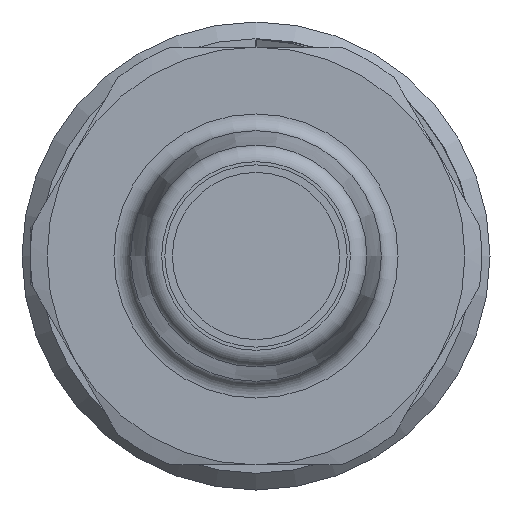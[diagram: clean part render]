
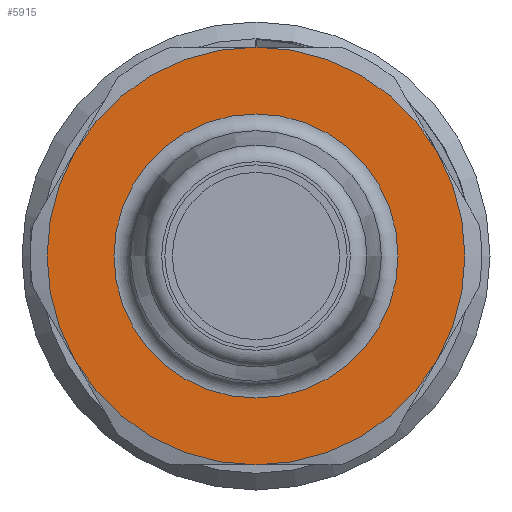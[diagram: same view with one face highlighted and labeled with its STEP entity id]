
A CAD part, left-side view. The second image highlights one B-rep face of the part: STEP entity #5915.
In plain terms, the highlighted planar face has unit normal (-1, 0, 0).
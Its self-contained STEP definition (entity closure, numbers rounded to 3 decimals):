
#279=FACE_BOUND('',#1060,.T.);
#362=PLANE('',#6637);
#684=FACE_OUTER_BOUND('',#1059,.T.);
#1059=EDGE_LOOP('',(#5093,#5094,#5095,#5096,#5097,#5098));
#1060=EDGE_LOOP('',(#5099,#5100));
#1458=CIRCLE('',#6586,8.5);
#1459=CIRCLE('',#6587,8.5);
#1460=CIRCLE('',#6589,12.5);
#1479=CIRCLE('',#6621,12.5);
#1480=CIRCLE('',#6623,12.5);
#1481=CIRCLE('',#6625,12.5);
#1482=CIRCLE('',#6627,12.5);
#1483=CIRCLE('',#6629,12.5);
#2696=VERTEX_POINT('',#19846);
#2697=VERTEX_POINT('',#19848);
#2698=VERTEX_POINT('',#19852);
#2699=VERTEX_POINT('',#19853);
#2730=VERTEX_POINT('',#19970);
#2731=VERTEX_POINT('',#19974);
#2732=VERTEX_POINT('',#19983);
#2733=VERTEX_POINT('',#20000);
#3499=EDGE_CURVE('',#2696,#2697,#1458,.T.);
#3500=EDGE_CURVE('',#2697,#2696,#1459,.T.);
#3501=EDGE_CURVE('',#2698,#2699,#1460,.T.);
#3548=EDGE_CURVE('',#2730,#2731,#1479,.T.);
#3550=EDGE_CURVE('',#2732,#2730,#1480,.T.);
#3553=EDGE_CURVE('',#2699,#2732,#1481,.T.);
#3556=EDGE_CURVE('',#2733,#2698,#1482,.T.);
#3559=EDGE_CURVE('',#2731,#2733,#1483,.T.);
#5093=ORIENTED_EDGE('',*,*,#3559,.T.);
#5094=ORIENTED_EDGE('',*,*,#3556,.T.);
#5095=ORIENTED_EDGE('',*,*,#3501,.T.);
#5096=ORIENTED_EDGE('',*,*,#3553,.T.);
#5097=ORIENTED_EDGE('',*,*,#3550,.T.);
#5098=ORIENTED_EDGE('',*,*,#3548,.T.);
#5099=ORIENTED_EDGE('',*,*,#3500,.F.);
#5100=ORIENTED_EDGE('',*,*,#3499,.F.);
#5915=ADVANCED_FACE('',(#684,#279),#362,.F.);
#6586=AXIS2_PLACEMENT_3D('',#19849,#8060,#8061);
#6587=AXIS2_PLACEMENT_3D('',#19850,#8062,#8063);
#6589=AXIS2_PLACEMENT_3D('',#19854,#8066,#8067);
#6621=AXIS2_PLACEMENT_3D('',#19978,#8142,#8143);
#6623=AXIS2_PLACEMENT_3D('',#19984,#8146,#8147);
#6625=AXIS2_PLACEMENT_3D('',#19992,#8150,#8151);
#6627=AXIS2_PLACEMENT_3D('',#20001,#8154,#8155);
#6629=AXIS2_PLACEMENT_3D('',#20009,#8158,#8159);
#6637=AXIS2_PLACEMENT_3D('',#20020,#8174,#8175);
#8060=DIRECTION('center_axis',(-1.,0.,0.));
#8061=DIRECTION('ref_axis',(0.,0.5,0.866));
#8062=DIRECTION('center_axis',(-1.,0.,0.));
#8063=DIRECTION('ref_axis',(0.,0.5,0.866));
#8066=DIRECTION('center_axis',(-1.,0.,0.));
#8067=DIRECTION('ref_axis',(0.,0.5,0.866));
#8142=DIRECTION('center_axis',(-1.,0.,0.));
#8143=DIRECTION('ref_axis',(0.,0.5,0.866));
#8146=DIRECTION('center_axis',(-1.,0.,0.));
#8147=DIRECTION('ref_axis',(0.,0.5,0.866));
#8150=DIRECTION('center_axis',(-1.,0.,0.));
#8151=DIRECTION('ref_axis',(0.,0.5,0.866));
#8154=DIRECTION('center_axis',(-1.,0.,0.));
#8155=DIRECTION('ref_axis',(0.,0.5,0.866));
#8158=DIRECTION('center_axis',(-1.,0.,0.));
#8159=DIRECTION('ref_axis',(0.,0.5,0.866));
#8174=DIRECTION('center_axis',(1.,0.,0.));
#8175=DIRECTION('ref_axis',(0.,-0.5,-0.866));
#19846=CARTESIAN_POINT('',(-24.4,-4.25,-7.361));
#19848=CARTESIAN_POINT('',(-24.4,4.25,7.361));
#19849=CARTESIAN_POINT('Origin',(-24.4,0.,
0.));
#19850=CARTESIAN_POINT('Origin',(-24.4,0.,
0.));
#19852=CARTESIAN_POINT('',(-24.4,0.,-12.5));
#19853=CARTESIAN_POINT('',(-24.4,-10.825,-6.25));
#19854=CARTESIAN_POINT('Origin',(-24.4,0.,
0.));
#19970=CARTESIAN_POINT('',(-24.4,0.,12.5));
#19974=CARTESIAN_POINT('',(-24.4,10.825,6.25));
#19978=CARTESIAN_POINT('Origin',(-24.4,0.,
0.));
#19983=CARTESIAN_POINT('',(-24.4,-10.825,6.25));
#19984=CARTESIAN_POINT('Origin',(-24.4,0.,
0.));
#19992=CARTESIAN_POINT('Origin',(-24.4,0.,
0.));
#20000=CARTESIAN_POINT('',(-24.4,10.825,-6.25));
#20001=CARTESIAN_POINT('Origin',(-24.4,0.,
0.));
#20009=CARTESIAN_POINT('Origin',(-24.4,0.,
0.));
#20020=CARTESIAN_POINT('Origin',(-24.4,7.361,-4.25));
